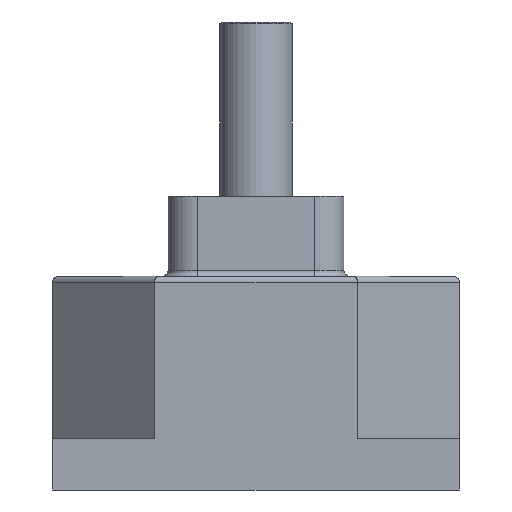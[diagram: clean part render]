
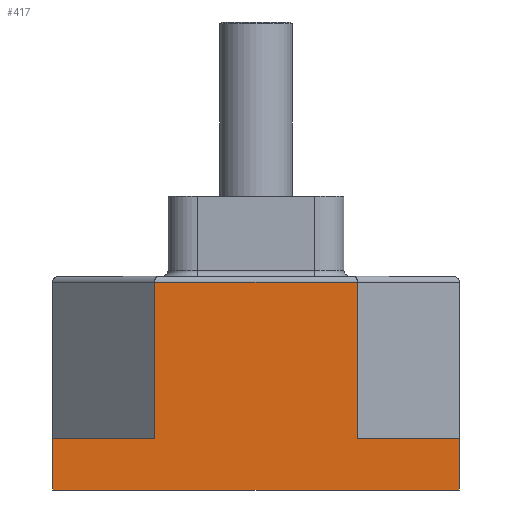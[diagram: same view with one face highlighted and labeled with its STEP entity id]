
A CAD part, front view. The second image highlights one B-rep face of the part: STEP entity #417.
In plain terms, the highlighted planar face has unit normal (0, -1, 0).
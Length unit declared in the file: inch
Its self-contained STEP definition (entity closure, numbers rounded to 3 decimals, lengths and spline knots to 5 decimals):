
#61 = AXIS2_PLACEMENT_3D ( 'NONE', #1585, #1594, #1595 ) ;
#97 = EDGE_LOOP ( 'NONE', ( #572, #573, #574, #575, #576, #577, #578, #579 ) ) ;
#246 = EDGE_CURVE ( 'NONE', #360, #361, #968, .T. ) ;
#251 = EDGE_CURVE ( 'NONE', #383, #382, #999, .T. ) ;
#252 = EDGE_CURVE ( 'NONE', #379, #378, #1010, .T. ) ;
#278 = EDGE_CURVE ( 'NONE', #380, #360, #1061, .T. ) ;
#279 = EDGE_CURVE ( 'NONE', #378, #361, #1063, .T. ) ;
#280 = EDGE_CURVE ( 'NONE', #381, #382, #1065, .T. ) ;
#281 = EDGE_CURVE ( 'NONE', #380, #381, #1067, .T. ) ;
#282 = EDGE_CURVE ( 'NONE', #379, #383, #1069, .T. ) ;
#360 = VERTEX_POINT ( 'NONE', #1491 ) ;
#361 = VERTEX_POINT ( 'NONE', #1492 ) ;
#378 = VERTEX_POINT ( 'NONE', #1509 ) ;
#379 = VERTEX_POINT ( 'NONE', #1510 ) ;
#380 = VERTEX_POINT ( 'NONE', #1511 ) ;
#381 = VERTEX_POINT ( 'NONE', #1512 ) ;
#382 = VERTEX_POINT ( 'NONE', #1513 ) ;
#383 = VERTEX_POINT ( 'NONE', #1514 ) ;
#417 = ADVANCED_FACE ( 'NONE', ( #1128 ), #1589, .F. ) ;
#572 = ORIENTED_EDGE ( 'NONE', *, *, #281, .T. ) ;
#573 = ORIENTED_EDGE ( 'NONE', *, *, #280, .T. ) ;
#574 = ORIENTED_EDGE ( 'NONE', *, *, #251, .F. ) ;
#575 = ORIENTED_EDGE ( 'NONE', *, *, #282, .F. ) ;
#576 = ORIENTED_EDGE ( 'NONE', *, *, #252, .T. ) ;
#577 = ORIENTED_EDGE ( 'NONE', *, *, #279, .T. ) ;
#578 = ORIENTED_EDGE ( 'NONE', *, *, #246, .F. ) ;
#579 = ORIENTED_EDGE ( 'NONE', *, *, #278, .F. ) ;
#968 = LINE ( 'NONE', #1305, #998 ) ;
#998 = VECTOR ( 'NONE', #1330, 39.37008 ) ;
#999 = LINE ( 'NONE', #1337, #1008 ) ;
#1008 = VECTOR ( 'NONE', #1340, 39.37008 ) ;
#1010 = LINE ( 'NONE', #1341, #1011 ) ;
#1011 = VECTOR ( 'NONE', #1342, 39.37008 ) ;
#1061 = LINE ( 'NONE', #1393, #1062 ) ;
#1062 = VECTOR ( 'NONE', #1394, 39.37008 ) ;
#1063 = LINE ( 'NONE', #1395, #1064 ) ;
#1064 = VECTOR ( 'NONE', #1396, 39.37008 ) ;
#1065 = LINE ( 'NONE', #1397, #1066 ) ;
#1066 = VECTOR ( 'NONE', #1398, 39.37008 ) ;
#1067 = LINE ( 'NONE', #1399, #1068 ) ;
#1068 = VECTOR ( 'NONE', #1400, 39.37008 ) ;
#1069 = LINE ( 'NONE', #1401, #1070 ) ;
#1070 = VECTOR ( 'NONE', #1402, 39.37008 ) ;
#1128 = FACE_OUTER_BOUND ( 'NONE', #97, .T. ) ;
#1305 = CARTESIAN_POINT ( 'NONE',  ( 1.75, 1.25, 7.74021 ) ) ;
#1330 = DIRECTION ( 'NONE',  ( 0., 0., -1. ) ) ;
#1337 = CARTESIAN_POINT ( 'NONE',  ( -0.87132, 1.25, 0.44 ) ) ;
#1340 = DIRECTION ( 'NONE',  ( 0., 0., 1. ) ) ;
#1341 = CARTESIAN_POINT ( 'NONE',  ( -1.75, 1.25, 7.74021 ) ) ;
#1342 = DIRECTION ( 'NONE',  ( 0., 0., -1. ) ) ;
#1393 = CARTESIAN_POINT ( 'NONE',  ( 0.87132, 1.25, 0.44 ) ) ;
#1394 = DIRECTION ( 'NONE',  ( 1., 0., 0. ) ) ;
#1395 = CARTESIAN_POINT ( 'NONE',  ( -1.75, 1.25, 0. ) ) ;
#1396 = DIRECTION ( 'NONE',  ( 1., 0., 0. ) ) ;
#1397 = CARTESIAN_POINT ( 'NONE',  ( -0.87132, 1.25, 1.79 ) ) ;
#1398 = DIRECTION ( 'NONE',  ( -1., 0., 0. ) ) ;
#1399 = CARTESIAN_POINT ( 'NONE',  ( 0.87132, 1.25, 0.44 ) ) ;
#1400 = DIRECTION ( 'NONE',  ( 0., 0., 1. ) ) ;
#1401 = CARTESIAN_POINT ( 'NONE',  ( -0.87132, 1.25, 0.44 ) ) ;
#1402 = DIRECTION ( 'NONE',  ( 1., 0., 0. ) ) ;
#1491 = CARTESIAN_POINT ( 'NONE',  ( 1.75, 1.25, 0.44 ) ) ;
#1492 = CARTESIAN_POINT ( 'NONE',  ( 1.75, 1.25, 0. ) ) ;
#1509 = CARTESIAN_POINT ( 'NONE',  ( -1.75, 1.25, 0. ) ) ;
#1510 = CARTESIAN_POINT ( 'NONE',  ( -1.75, 1.25, 0.44 ) ) ;
#1511 = CARTESIAN_POINT ( 'NONE',  ( 0.87132, 1.25, 0.44 ) ) ;
#1512 = CARTESIAN_POINT ( 'NONE',  ( 0.87132, 1.25, 1.79 ) ) ;
#1513 = CARTESIAN_POINT ( 'NONE',  ( -0.87132, 1.25, 1.79 ) ) ;
#1514 = CARTESIAN_POINT ( 'NONE',  ( -0.87132, 1.25, 0.44 ) ) ;
#1585 = CARTESIAN_POINT ( 'NONE',  ( -1.75, 1.25, 7.74021 ) ) ;
#1589 = PLANE ( 'NONE',  #61 ) ;
#1594 = DIRECTION ( 'NONE',  ( 0., 1., 0. ) ) ;
#1595 = DIRECTION ( 'NONE',  ( 0., 0., 1. ) ) ;
